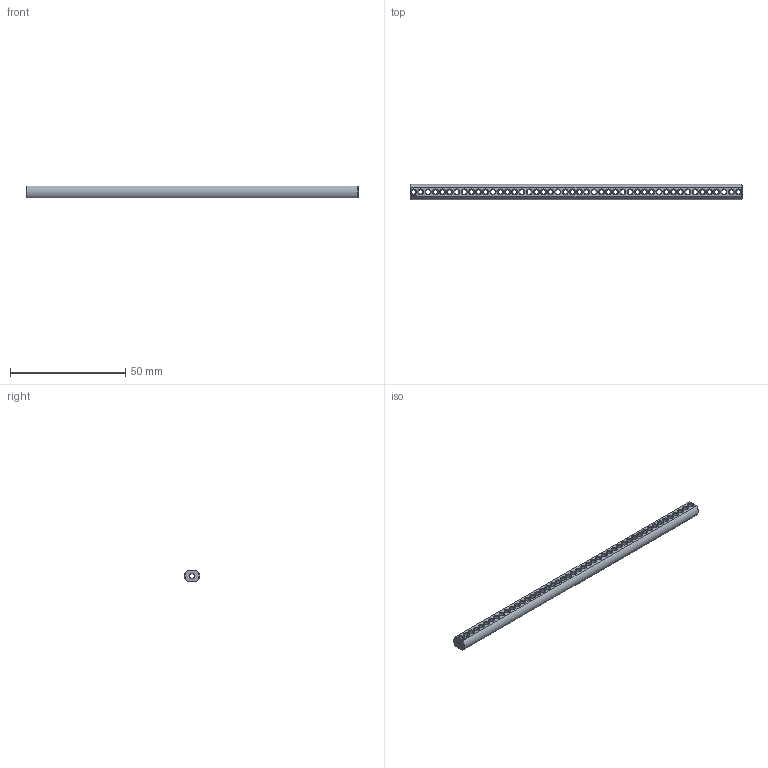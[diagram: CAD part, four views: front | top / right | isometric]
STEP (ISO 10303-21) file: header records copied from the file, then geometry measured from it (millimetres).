
FILE_DESCRIPTION(('FreeCAD Model'),'2;1');
FILE_NAME('Open CASCADE Shape Model','2024-06-18T13:17:27',(''),(''), 'Open CASCADE STEP processor 7.6','FreeCAD','Unknown');
FILE_SCHEMA(('AUTOMOTIVE_DESIGN { 1 0 10303 214 1 1 1 1 }'));
Length unit declared in the file: millimetre
Products named in the file (1): Shaft IDX BU11.50 - SPN-SFT-0166 (stemfie.org)
Bounding box: 143.75 x 6.6 x 5 mm (x, y, z)
Volume: 3280.3 mm3; surface area: 4148.6 mm2
Topology: 1 solids, 1 shells, 724 faces, 2169 edges, 1382 vertices
Faces by surface type: plane 311, extrusion 176, cylinder 141, cone 96
Full cylindrical faces by diameter (mm): 2 x139
Entity records: 24941 total; most frequent: CARTESIAN_POINT 5332, ORIENTED_EDGE 4338, DIRECTION 3669, EDGE_CURVE 2169, VECTOR 1415, VERTEX_POINT 1382, LINE 1239, AXIS2_PLACEMENT_3D 1127
